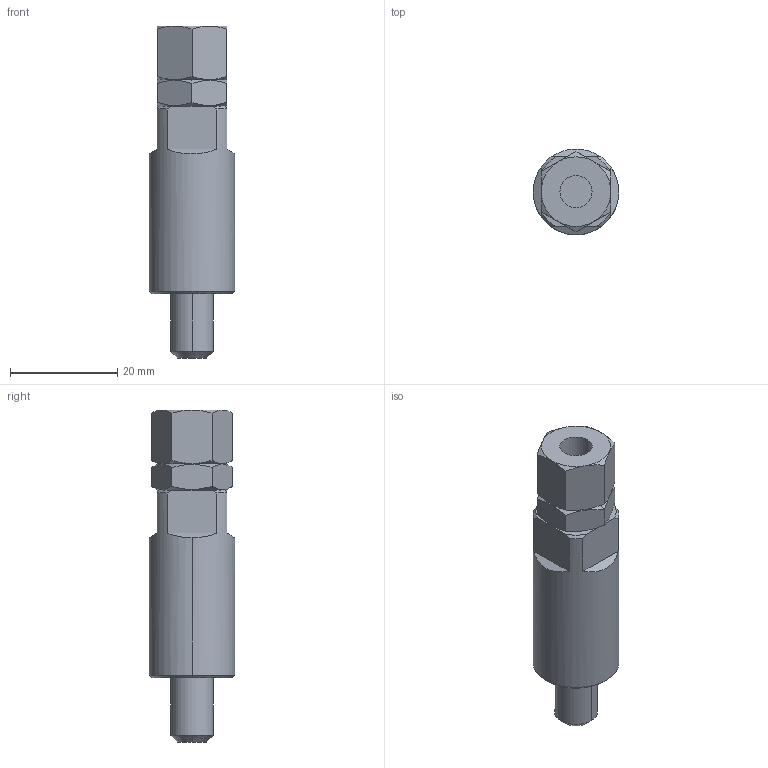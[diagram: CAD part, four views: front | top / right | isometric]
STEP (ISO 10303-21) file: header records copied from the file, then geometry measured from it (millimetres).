
FILE_DESCRIPTION (( 'STEP AP203' ), '1' );
FILE_NAME ('bj333-08050.STEP', '2021-10-25T01:23:20', ( '' ), ( '' ), 'SwSTEP 2.0', 'SolidWorks 2020', '' );
FILE_SCHEMA (( 'CONFIG_CONTROL_DESIGN' ));
Length unit declared in the file: millimetre
Products named in the file (4): bj333-08050_03; bj333-08050_01; bj333-08050; bj333-08050_02
Assembly tree (3 placements, depth 2):
  bj333-08050
    bj333-08050_01
    bj333-08050_02
    bj333-08050_03
Bounding box: 16 x 16 x 62 mm (x, y, z)
Volume: 9207.5 mm3; surface area: 5180.5 mm2
Topology: 3 solids, 3 shells, 66 faces, 150 edges, 94 vertices
Faces by surface type: plane 30, cone 24, cylinder 12
Entity records: 2456 total; most frequent: CARTESIAN_POINT 618, ORIENTED_EDGE 300, DIRECTION 296, EDGE_CURVE 150, AXIS2_PLACEMENT_3D 124, VERTEX_POINT 94, EDGE_LOOP 72, FACE_OUTER_BOUND 66
